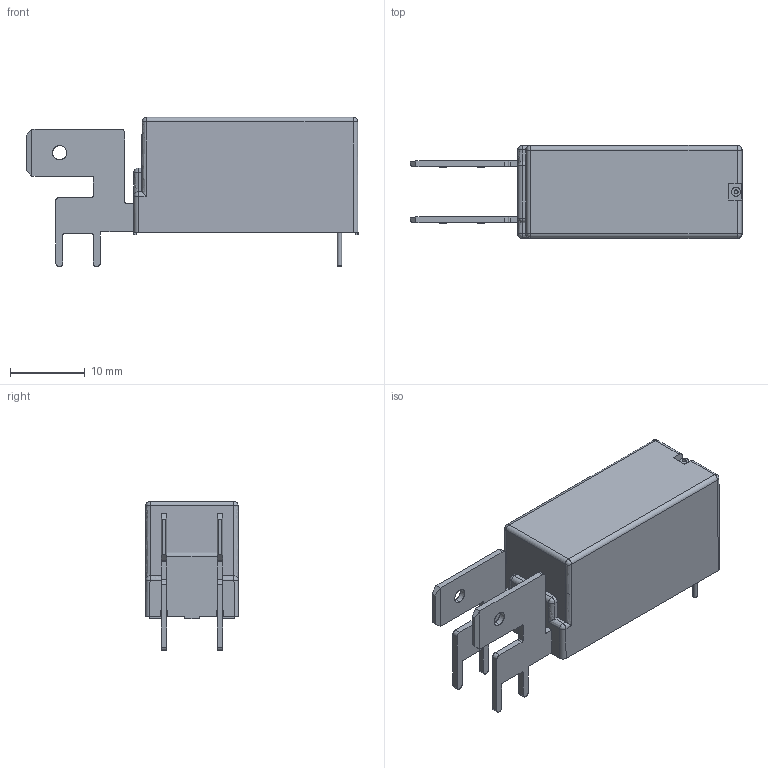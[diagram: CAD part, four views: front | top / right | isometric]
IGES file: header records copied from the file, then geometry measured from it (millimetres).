
Start section: SolidWorks IGES file using analytic representation for surfaces
Global section: file name: RM85 faston H.IGS; native system: SolidWorks 2012; preprocessor: SolidWorks 2012; author: pikusl; date: 140910.073123; units: millimetre
Bounding box: 44.46 x 12.48 x 19.98 mm (x, y, z)
Surface area: 3320.4 mm2 (no closed solid volume)
Topology: 0 solids, 0 shells, 252 faces, 1874 edges, 1862 vertices
Faces by surface type: bspline 158, revolution 94
